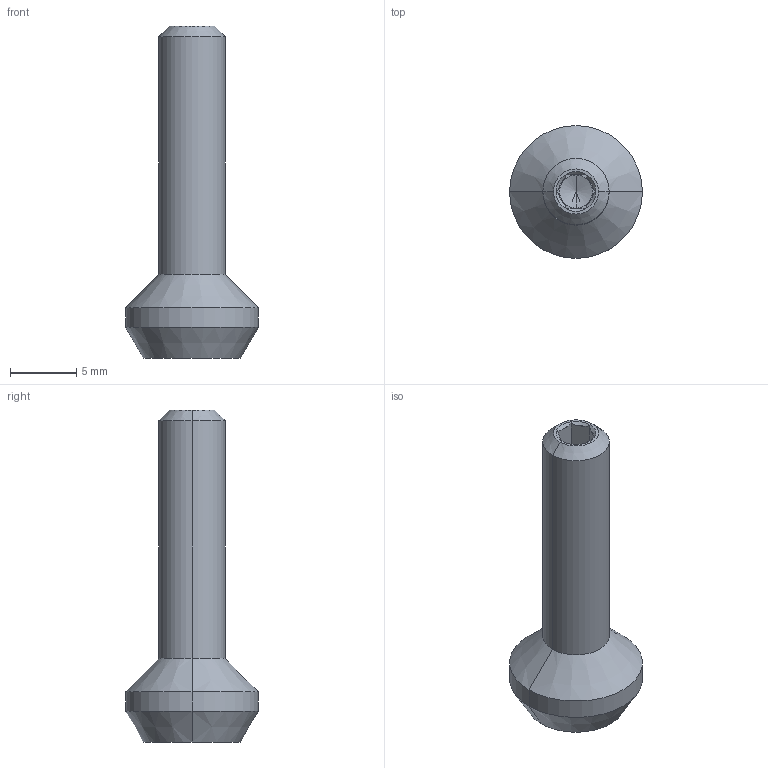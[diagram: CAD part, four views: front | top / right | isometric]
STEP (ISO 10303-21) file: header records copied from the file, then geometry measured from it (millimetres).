
FILE_DESCRIPTION(/* description */ (''),/* implementation_level */ '2;1');
FILE_NAME(/* name */ 'SLCS105.stp',/* time_stamp */ '2022-02-03T10:38:00+09:00',/* author */ (''),/* organization */ (''),/* preprocessor_version */ 'ST-DEVELOPER v16',/* originating_system */ 'SIEMENS PLM Software NX 10.0',/* authorisation */ '');
FILE_SCHEMA (('AUTOMOTIVE_DESIGN { 1 0 10303 214 3 1 1 1 }'));
Length unit declared in the file: millimetre
Products named in the file (1): SLCS105
Bounding box: 10 x 10 x 25 mm (x, y, z)
Volume: 644.9 mm3; surface area: 645.1 mm2
Topology: 1 solids, 1 shells, 64 faces, 156 edges, 93 vertices
Faces by surface type: plane 38, cone 18, cylinder 8
Entity records: 1952 total; most frequent: CARTESIAN_POINT 440, DIRECTION 310, ORIENTED_EDGE 304, EDGE_CURVE 152, AXIS2_PLACEMENT_3D 115, VERTEX_POINT 92, LINE 80, VECTOR 80
